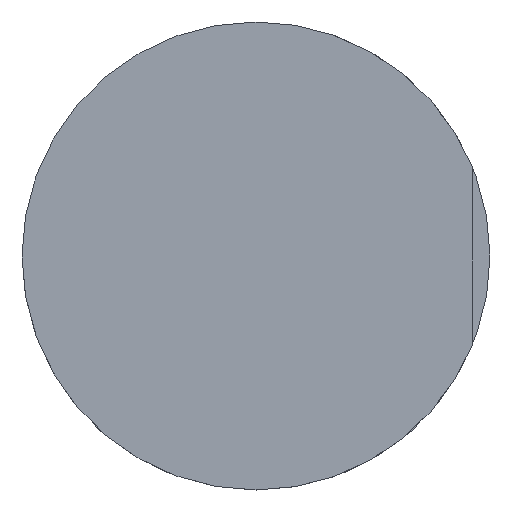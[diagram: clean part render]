
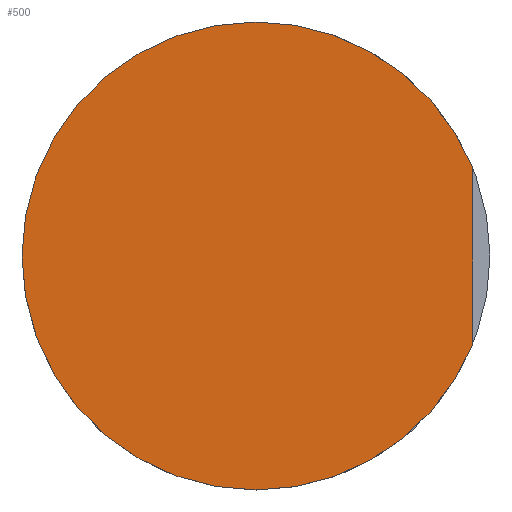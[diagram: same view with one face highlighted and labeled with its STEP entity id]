
A CAD part, top view. The second image highlights one B-rep face of the part: STEP entity #500.
In plain terms, the highlighted planar face has unit normal (0, 0, 1).
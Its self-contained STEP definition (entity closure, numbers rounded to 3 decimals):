
#17 = EDGE_CURVE ( 'NONE', #458, #419, #405, .T. ) ;
#38 = CIRCLE ( 'NONE', #232, 6.35 ) ;
#40 = VERTEX_POINT ( 'NONE', #174 ) ;
#47 = DIRECTION ( 'NONE',  ( 0., 1., 0. ) ) ;
#56 = DIRECTION ( 'NONE',  ( 0., 0., 1. ) ) ;
#63 = CARTESIAN_POINT ( 'NONE',  ( 12.18, -7.18, 4.486 ) ) ;
#71 = DIRECTION ( 'NONE',  ( 0., 0., 1. ) ) ;
#87 = DIRECTION ( 'NONE',  ( 0., 0., 1. ) ) ;
#102 = AXIS2_PLACEMENT_3D ( 'NONE', #435, #56, #47 ) ;
#114 = CARTESIAN_POINT ( 'NONE',  ( 18.06, -3.227, 4.486 ) ) ;
#159 = EDGE_CURVE ( 'NONE', #40, #458, #38, .T. ) ;
#160 = CARTESIAN_POINT ( 'NONE',  ( 18.06, -6.717, 4.486 ) ) ;
#174 = CARTESIAN_POINT ( 'NONE',  ( 12.18, 5.52, 4.486 ) ) ;
#180 = DIRECTION ( 'NONE',  ( 0., 0., 1. ) ) ;
#230 = VECTOR ( 'NONE', #331, 1000. ) ;
#232 = AXIS2_PLACEMENT_3D ( 'NONE', #312, #180, #447 ) ;
#238 = CARTESIAN_POINT ( 'NONE',  ( 12.18, -0.83, 4.486 ) ) ;
#251 = CIRCLE ( 'NONE', #422, 6.35 ) ;
#252 = EDGE_CURVE ( 'NONE', #337, #419, #302, .T. ) ;
#274 = PLANE ( 'NONE',  #102 ) ;
#301 = ORIENTED_EDGE ( 'NONE', *, *, #379, .T. ) ;
#302 = LINE ( 'NONE', #160, #230 ) ;
#312 = CARTESIAN_POINT ( 'NONE',  ( 12.18, -0.83, 4.486 ) ) ;
#331 = DIRECTION ( 'NONE',  ( 0., -1., 0. ) ) ;
#337 = VERTEX_POINT ( 'NONE', #484 ) ;
#372 = ORIENTED_EDGE ( 'NONE', *, *, #252, .F. ) ;
#379 = EDGE_CURVE ( 'NONE', #337, #40, #251, .T. ) ;
#405 = CIRCLE ( 'NONE', #410, 6.35 ) ;
#410 = AXIS2_PLACEMENT_3D ( 'NONE', #550, #87, #518 ) ;
#419 = VERTEX_POINT ( 'NONE', #114 ) ;
#422 = AXIS2_PLACEMENT_3D ( 'NONE', #238, #71, #454 ) ;
#435 = CARTESIAN_POINT ( 'NONE',  ( 12.18, -0.83, 4.486 ) ) ;
#447 = DIRECTION ( 'NONE',  ( 0., 1., 0. ) ) ;
#454 = DIRECTION ( 'NONE',  ( 0., 1., 0. ) ) ;
#455 = ORIENTED_EDGE ( 'NONE', *, *, #17, .T. ) ;
#458 = VERTEX_POINT ( 'NONE', #63 ) ;
#459 = ORIENTED_EDGE ( 'NONE', *, *, #159, .T. ) ;
#484 = CARTESIAN_POINT ( 'NONE',  ( 18.06, 1.568, 4.486 ) ) ;
#500 = ADVANCED_FACE ( 'NONE', ( #521 ), #274, .T. ) ;
#509 = EDGE_LOOP ( 'NONE', ( #372, #301, #459, #455 ) ) ;
#518 = DIRECTION ( 'NONE',  ( 0., 1., 0. ) ) ;
#521 = FACE_OUTER_BOUND ( 'NONE', #509, .T. ) ;
#550 = CARTESIAN_POINT ( 'NONE',  ( 12.18, -0.83, 4.486 ) ) ;
